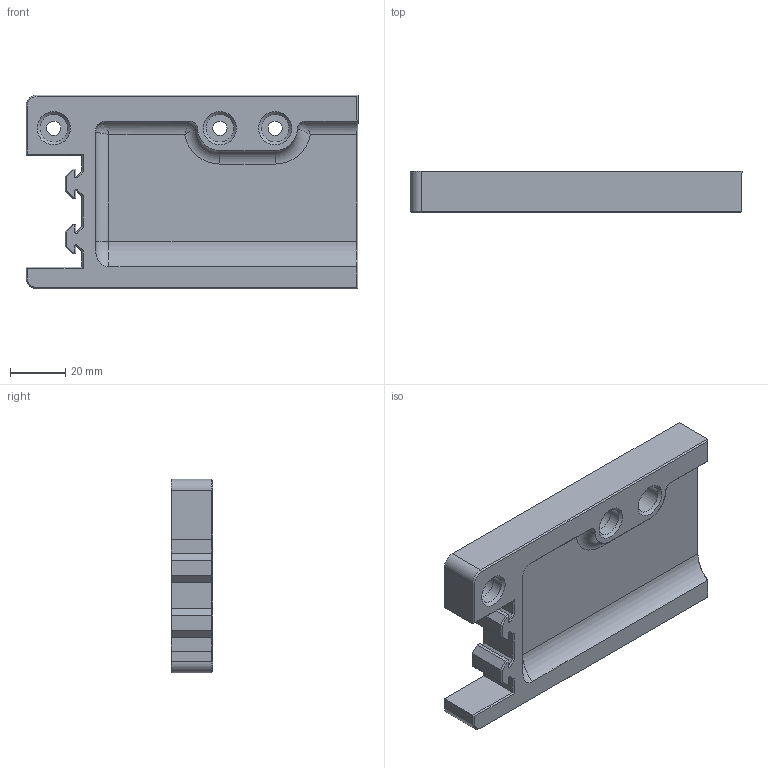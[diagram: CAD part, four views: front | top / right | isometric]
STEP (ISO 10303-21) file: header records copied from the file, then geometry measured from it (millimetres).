
FILE_DESCRIPTION(/* description */ (''),/* implementation_level */ '2;1');
FILE_NAME(/* name */ 'Component80.step',/* time_stamp */ '2024-02-12T09:59:11-05:00',/* author */ (''),/* organization */ (''),/* preprocessor_version */ 'ST-DEVELOPER v20',/* originating_system */ 'Autodesk Translation Framework v12.20.1.177',/* authorisation */ '');
FILE_SCHEMA (('AUTOMOTIVE_DESIGN { 1 0 10303 214 3 1 1 }'));
Length unit declared in the file: millimetre
Products named in the file (1): FusionComponent
Bounding box: 119.9 x 15 x 70 mm (x, y, z)
Volume: 90749.4 mm3; surface area: 24034.6 mm2
Topology: 1 solids, 2 shells, 136 faces, 336 edges, 204 vertices
Faces by surface type: plane 93, cylinder 26, cone 11, bspline 3, torus 3
Full cylindrical faces by diameter (mm): 5.2 x3, 10 x5
Entity records: 4163 total; most frequent: CARTESIAN_POINT 907, ORIENTED_EDGE 666, DIRECTION 657, EDGE_CURVE 333, LINE 259, VECTOR 259, VERTEX_POINT 204, AXIS2_PLACEMENT_3D 199
